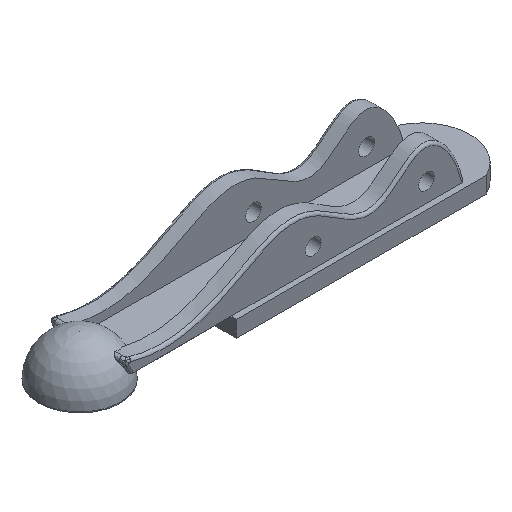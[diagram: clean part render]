
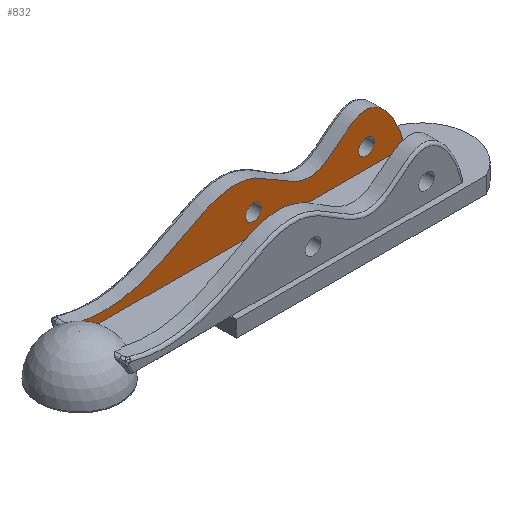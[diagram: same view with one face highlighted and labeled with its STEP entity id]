
A CAD part, isometric view. The second image highlights one B-rep face of the part: STEP entity #832.
In plain terms, the highlighted planar face has unit normal (0, -1, 0).
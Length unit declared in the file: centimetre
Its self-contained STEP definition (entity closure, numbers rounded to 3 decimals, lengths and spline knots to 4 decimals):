
#16=(
BOUNDED_CURVE()
B_SPLINE_CURVE(5,(#2531,#2532,#2533,#2534,#2535,#2536,#2537,#2538,#2539,
#2540,#2541,#2542,#2543,#2544,#2545,#2546,#2547,#2548,#2549,#2550,#2551,
#2552,#2553,#2554,#2555,#2556,#2557,#2558,#2559,#2560,#2561,#2562,#2563,
#2564,#2565),.UNSPECIFIED.,.F.,.F.)
B_SPLINE_CURVE_WITH_KNOTS((6,1,1,1,1,1,1,1,1,1,1,1,1,1,1,1,1,1,1,1,1,1,
1,1,1,1,1,1,1,1,6),(-1.,-0.9667,-0.9333,-0.9,-0.8667,
-0.8333,-0.8,-0.7667,-0.7333,-0.7,-0.6667,
-0.6333,-0.6,-0.5667,-0.5333,-0.5,-0.4667,
-0.4333,-0.4,-0.3667,-0.3333,-0.3,-0.2667,
-0.2333,-0.2,-0.1667,-0.1333,-0.1,-0.0667,
-0.0333,-0.0297),.UNSPECIFIED.)
CURVE()
GEOMETRIC_REPRESENTATION_ITEM()
RATIONAL_B_SPLINE_CURVE((1.,1.,1.,1.,1.,1.,1.,1.,1.,1.,1.,1.,1.,1.,1.,1.,
1.,1.,1.,1.,1.,1.,1.,1.,1.,1.,1.,1.,1.,1.,1.,1.,1.,1.,1.))
REPRESENTATION_ITEM('')
);
#22=FACE_BOUND('',#223,.T.);
#23=FACE_BOUND('',#224,.T.);
#36=PLANE('',#896);
#60=LINE('',#3055,#105);
#61=LINE('',#3057,#106);
#63=LINE('',#3063,#108);
#105=VECTOR('',#1004,1.);
#106=VECTOR('',#1005,1.);
#108=VECTOR('',#1013,1.);
#174=FACE_OUTER_BOUND('',#222,.T.);
#222=EDGE_LOOP('',(#651,#652,#653,#654,#655));
#223=EDGE_LOOP('',(#656));
#224=EDGE_LOOP('',(#657));
#273=CIRCLE('',#897,0.6345);
#274=CIRCLE('',#898,0.1453);
#275=CIRCLE('',#899,0.1453);
#368=VERTEX_POINT('',#2519);
#369=VERTEX_POINT('',#2530);
#379=VERTEX_POINT('',#3052);
#380=VERTEX_POINT('',#3054);
#381=VERTEX_POINT('',#3056);
#383=VERTEX_POINT('',#3064);
#384=VERTEX_POINT('',#3066);
#463=EDGE_CURVE('',#369,#368,#16,.T.);
#480=EDGE_CURVE('',#379,#380,#60,.T.);
#481=EDGE_CURVE('',#381,#380,#61,.T.);
#484=EDGE_CURVE('',#381,#368,#273,.T.);
#485=EDGE_CURVE('',#369,#379,#63,.T.);
#486=EDGE_CURVE('',#383,#383,#274,.T.);
#487=EDGE_CURVE('',#384,#384,#275,.T.);
#651=ORIENTED_EDGE('',*,*,#484,.F.);
#652=ORIENTED_EDGE('',*,*,#481,.T.);
#653=ORIENTED_EDGE('',*,*,#480,.F.);
#654=ORIENTED_EDGE('',*,*,#485,.F.);
#655=ORIENTED_EDGE('',*,*,#463,.T.);
#656=ORIENTED_EDGE('',*,*,#486,.T.);
#657=ORIENTED_EDGE('',*,*,#487,.T.);
#832=ADVANCED_FACE('',(#174,#22,#23),#36,.F.);
#896=AXIS2_PLACEMENT_3D('',#3061,#1009,#1010);
#897=AXIS2_PLACEMENT_3D('',#3062,#1011,#1012);
#898=AXIS2_PLACEMENT_3D('',#3065,#1014,#1015);
#899=AXIS2_PLACEMENT_3D('',#3067,#1016,#1017);
#1004=DIRECTION('',(-1.,0.,0.));
#1005=DIRECTION('',(1.,0.,0.));
#1009=DIRECTION('center_axis',(0.,1.,0.));
#1010=DIRECTION('ref_axis',(1.,0.,0.));
#1011=DIRECTION('center_axis',(0.,-1.,0.));
#1012=DIRECTION('ref_axis',(0.,0.,1.));
#1013=DIRECTION('',(-1.,0.,0.));
#1014=DIRECTION('center_axis',(0.,1.,0.));
#1015=DIRECTION('ref_axis',(1.,0.,0.));
#1016=DIRECTION('center_axis',(0.,1.,0.));
#1017=DIRECTION('ref_axis',(1.,0.,0.));
#2519=CARTESIAN_POINT('',(-6.8121,0.4,0.5131));
#2530=CARTESIAN_POINT('',(-0.8,0.4,0.3));
#2531=CARTESIAN_POINT('Ctrl Pts',(-0.8,0.4,0.3));
#2532=CARTESIAN_POINT('Ctrl Pts',(-0.8103,0.4,0.3452));
#2533=CARTESIAN_POINT('Ctrl Pts',(-0.8325,0.4,0.4336));
#2534=CARTESIAN_POINT('Ctrl Pts',(-0.8712,0.4,0.5607));
#2535=CARTESIAN_POINT('Ctrl Pts',(-0.9333,0.4,0.7189));
#2536=CARTESIAN_POINT('Ctrl Pts',(-1.0283,0.4,0.8965));
#2537=CARTESIAN_POINT('Ctrl Pts',(-1.1403,0.4,1.0499));
#2538=CARTESIAN_POINT('Ctrl Pts',(-1.268,0.4,1.1712));
#2539=CARTESIAN_POINT('Ctrl Pts',(-1.4092,0.4,1.2466));
#2540=CARTESIAN_POINT('Ctrl Pts',(-1.561,0.4,1.2605));
#2541=CARTESIAN_POINT('Ctrl Pts',(-1.7205,0.4,1.2043));
#2542=CARTESIAN_POINT('Ctrl Pts',(-1.8858,0.4,1.0857));
#2543=CARTESIAN_POINT('Ctrl Pts',(-2.0564,0.4,0.935));
#2544=CARTESIAN_POINT('Ctrl Pts',(-2.2328,0.4,0.7925));
#2545=CARTESIAN_POINT('Ctrl Pts',(-2.4161,0.4,0.6979));
#2546=CARTESIAN_POINT('Ctrl Pts',(-2.6076,0.4,0.6798));
#2547=CARTESIAN_POINT('Ctrl Pts',(-2.8078,0.4,0.7422));
#2548=CARTESIAN_POINT('Ctrl Pts',(-3.0171,0.4,0.8647));
#2549=CARTESIAN_POINT('Ctrl Pts',(-3.2354,0.4,1.0143));
#2550=CARTESIAN_POINT('Ctrl Pts',(-3.4623,0.4,1.1529));
#2551=CARTESIAN_POINT('Ctrl Pts',(-3.6974,0.4,1.2466));
#2552=CARTESIAN_POINT('Ctrl Pts',(-3.9404,0.4,1.2755));
#2553=CARTESIAN_POINT('Ctrl Pts',(-4.191,0.4,1.2375));
#2554=CARTESIAN_POINT('Ctrl Pts',(-4.4491,0.4,1.1424));
#2555=CARTESIAN_POINT('Ctrl Pts',(-4.7146,0.4,1.0082));
#2556=CARTESIAN_POINT('Ctrl Pts',(-4.9874,0.4,0.8569));
#2557=CARTESIAN_POINT('Ctrl Pts',(-5.2676,0.4,0.7106));
#2558=CARTESIAN_POINT('Ctrl Pts',(-5.555,0.4,0.5865));
#2559=CARTESIAN_POINT('Ctrl Pts',(-5.8496,0.4,0.4966));
#2560=CARTESIAN_POINT('Ctrl Pts',(-6.1514,0.4,0.4486));
#2561=CARTESIAN_POINT('Ctrl Pts',(-6.405,0.4,0.447));
#2562=CARTESIAN_POINT('Ctrl Pts',(-6.6003,0.4,0.4691));
#2563=CARTESIAN_POINT('Ctrl Pts',(-6.7343,0.4,0.4949));
#2564=CARTESIAN_POINT('Ctrl Pts',(-6.8052,0.4,0.5114));
#2565=CARTESIAN_POINT('Ctrl Pts',(-6.8121,0.4,0.5131));
#3052=CARTESIAN_POINT('',(-5.1,0.4,0.3));
#3054=CARTESIAN_POINT('',(-6.6,0.4,0.3));
#3055=CARTESIAN_POINT('',(-6.6,0.4,0.3));
#3056=CARTESIAN_POINT('',(-6.6263,0.4,0.3));
#3057=CARTESIAN_POINT('',(-0.8,0.4,0.3));
#3061=CARTESIAN_POINT('Origin',(-3.95,0.4,0.7877));
#3062=CARTESIAN_POINT('Origin',(-7.1854,0.4,0.));
#3063=CARTESIAN_POINT('',(-3.625,0.4,0.3));
#3064=CARTESIAN_POINT('',(-1.6454,0.4,0.6547));
#3065=CARTESIAN_POINT('Origin',(-1.5001,0.4,0.6547));
#3066=CARTESIAN_POINT('',(-3.7308,0.4,0.6547));
#3067=CARTESIAN_POINT('Origin',(-3.5855,0.4,0.6547));
